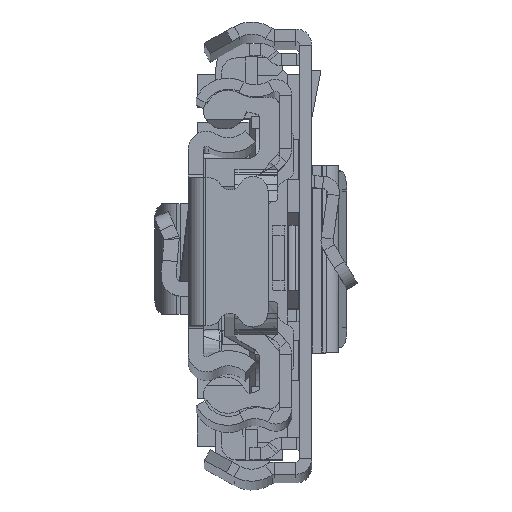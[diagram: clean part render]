
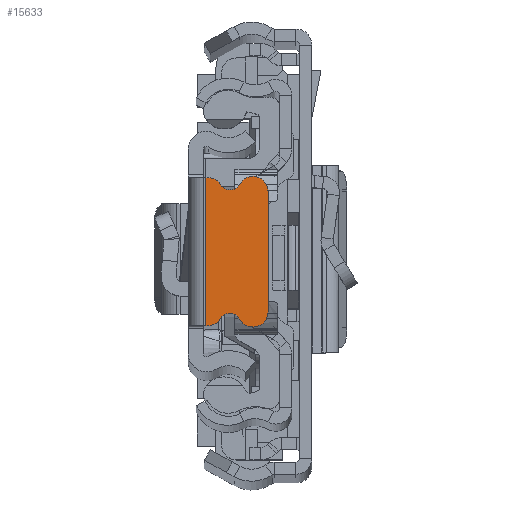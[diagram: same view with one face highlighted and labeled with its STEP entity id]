
A CAD part, top view. The second image highlights one B-rep face of the part: STEP entity #15633.
In plain terms, the highlighted planar face has unit normal (0, 0, 1).
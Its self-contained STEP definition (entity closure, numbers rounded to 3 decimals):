
#104 = EDGE_CURVE ( 'NONE', #3761, #16320, #16651, .T. ) ;
#1142 = CARTESIAN_POINT ( 'NONE',  ( -7.929, 6., 0. ) ) ;
#1434 = CARTESIAN_POINT ( 'NONE',  ( -4.142, -7.236, 0. ) ) ;
#1646 = AXIS2_PLACEMENT_3D ( 'NONE', #3448, #32167, #3270 ) ;
#1756 = ORIENTED_EDGE ( 'NONE', *, *, #9486, .T. ) ;
#1929 = AXIS2_PLACEMENT_3D ( 'NONE', #1434, #12387, #15203 ) ;
#3270 = DIRECTION ( 'NONE',  ( 1., 0., 0. ) ) ;
#3448 = CARTESIAN_POINT ( 'NONE',  ( -6.429, -6., 0. ) ) ;
#3761 = VERTEX_POINT ( 'NONE', #1142 ) ;
#3778 = DIRECTION ( 'NONE',  ( 0., -1., 0. ) ) ;
#4419 = ORIENTED_EDGE ( 'NONE', *, *, #33109, .T. ) ;
#4487 = VERTEX_POINT ( 'NONE', #9147 ) ;
#4641 = AXIS2_PLACEMENT_3D ( 'NONE', #28839, #26884, #13009 ) ;
#4750 = LINE ( 'NONE', #10245, #14029 ) ;
#5735 = CARTESIAN_POINT ( 'NONE',  ( -1.75, -7.37, 0. ) ) ;
#6782 = DIRECTION ( 'NONE',  ( -1., 0., 0. ) ) ;
#6984 = VECTOR ( 'NONE', #3778, 1000. ) ;
#7149 = LINE ( 'NONE', #31588, #17953 ) ;
#8397 = LINE ( 'NONE', #16504, #26414 ) ;
#9147 = CARTESIAN_POINT ( 'NONE',  ( -1.929, -7.37, 0. ) ) ;
#9486 = EDGE_CURVE ( 'NONE', #14666, #34231, #18856, .T. ) ;
#9531 = DIRECTION ( 'NONE',  ( 1., 0., 0. ) ) ;
#9944 = VERTEX_POINT ( 'NONE', #12331 ) ;
#10069 = DIRECTION ( 'NONE',  ( 0., -1., 0. ) ) ;
#10080 = CARTESIAN_POINT ( 'NONE',  ( -1.929, 5.87, 0. ) ) ;
#10245 = CARTESIAN_POINT ( 'NONE',  ( -1.75, 0., 0. ) ) ;
#10345 = ORIENTED_EDGE ( 'NONE', *, *, #30846, .T. ) ;
#11366 = VERTEX_POINT ( 'NONE', #24558 ) ;
#12154 = EDGE_CURVE ( 'NONE', #24995, #31945, #4750, .T. ) ;
#12185 = ORIENTED_EDGE ( 'NONE', *, *, #23501, .F. ) ;
#12331 = CARTESIAN_POINT ( 'NONE',  ( -5.109, 6.713, 0. ) ) ;
#12387 = DIRECTION ( 'NONE',  ( 0., 0., -1. ) ) ;
#12421 = ORIENTED_EDGE ( 'NONE', *, *, #28780, .T. ) ;
#12977 = CIRCLE ( 'NONE', #30923, 1.1 ) ;
#13009 = DIRECTION ( 'NONE',  ( 1., 0., 0. ) ) ;
#14029 = VECTOR ( 'NONE', #10069, 1000. ) ;
#14223 = CARTESIAN_POINT ( 'NONE',  ( -7.929, -6., 0. ) ) ;
#14292 = VERTEX_POINT ( 'NONE', #16612 ) ;
#14666 = VERTEX_POINT ( 'NONE', #27085 ) ;
#15203 = DIRECTION ( 'NONE',  ( -1., 0., 0. ) ) ;
#15462 = PLANE ( 'NONE',  #4641 ) ;
#15633 = ADVANCED_FACE ( 'NONE', ( #15815 ), #15462, .T. ) ;
#15815 = FACE_OUTER_BOUND ( 'NONE', #30035, .T. ) ;
#15974 = EDGE_CURVE ( 'NONE', #9944, #3761, #28873, .T. ) ;
#16320 = VERTEX_POINT ( 'NONE', #14223 ) ;
#16504 = CARTESIAN_POINT ( 'NONE',  ( -1.929, 7.37, 0. ) ) ;
#16612 = CARTESIAN_POINT ( 'NONE',  ( -5.109, -6.713, 0. ) ) ;
#16651 = LINE ( 'NONE', #30527, #6984 ) ;
#17893 = DIRECTION ( 'NONE',  ( -1., 0., 0. ) ) ;
#17953 = VECTOR ( 'NONE', #17893, 1000. ) ;
#18087 = ORIENTED_EDGE ( 'NONE', *, *, #104, .T. ) ;
#18810 = CIRCLE ( 'NONE', #1929, 1.1 ) ;
#18856 = CIRCLE ( 'NONE', #23356, 1.5 ) ;
#19893 = ORIENTED_EDGE ( 'NONE', *, *, #24359, .T. ) ;
#20878 = ORIENTED_EDGE ( 'NONE', *, *, #15974, .T. ) ;
#21365 = AXIS2_PLACEMENT_3D ( 'NONE', #32476, #34587, #34747 ) ;
#22410 = CIRCLE ( 'NONE', #21365, 1.5 ) ;
#22553 = CARTESIAN_POINT ( 'NONE',  ( -1.75, 7.37, 0. ) ) ;
#23285 = DIRECTION ( 'NONE',  ( 0., 0., 1. ) ) ;
#23356 = AXIS2_PLACEMENT_3D ( 'NONE', #10080, #23285, #28232 ) ;
#23501 = EDGE_CURVE ( 'NONE', #31945, #4487, #7149, .T. ) ;
#23576 = CARTESIAN_POINT ( 'NONE',  ( -4.142, 7.236, 0. ) ) ;
#24353 = EDGE_CURVE ( 'NONE', #14666, #24995, #8397, .T. ) ;
#24359 = EDGE_CURVE ( 'NONE', #16320, #14292, #32567, .T. ) ;
#24415 = DIRECTION ( 'NONE',  ( 1., 0., 0. ) ) ;
#24558 = CARTESIAN_POINT ( 'NONE',  ( -3.206, -6.658, 0. ) ) ;
#24995 = VERTEX_POINT ( 'NONE', #22553 ) ;
#26414 = VECTOR ( 'NONE', #24415, 1000. ) ;
#26884 = DIRECTION ( 'NONE',  ( 0., 0., 1. ) ) ;
#27085 = CARTESIAN_POINT ( 'NONE',  ( -1.929, 7.37, 0. ) ) ;
#27853 = CARTESIAN_POINT ( 'NONE',  ( -3.206, 6.658, 0. ) ) ;
#28232 = DIRECTION ( 'NONE',  ( -1., 0., 0. ) ) ;
#28276 = DIRECTION ( 'NONE',  ( 0., 0., 1. ) ) ;
#28780 = EDGE_CURVE ( 'NONE', #11366, #4487, #22410, .T. ) ;
#28839 = CARTESIAN_POINT ( 'NONE',  ( 492.771, 0., 0. ) ) ;
#28873 = CIRCLE ( 'NONE', #29411, 1.5 ) ;
#29411 = AXIS2_PLACEMENT_3D ( 'NONE', #31046, #28276, #6782 ) ;
#30035 = EDGE_LOOP ( 'NONE', ( #34788, #30078, #1756, #4419, #20878, #18087, #19893, #10345, #12421, #12185 ) ) ;
#30078 = ORIENTED_EDGE ( 'NONE', *, *, #24353, .F. ) ;
#30527 = CARTESIAN_POINT ( 'NONE',  ( -7.929, -6., 0. ) ) ;
#30846 = EDGE_CURVE ( 'NONE', #14292, #11366, #18810, .T. ) ;
#30923 = AXIS2_PLACEMENT_3D ( 'NONE', #23576, #34292, #9531 ) ;
#31046 = CARTESIAN_POINT ( 'NONE',  ( -6.429, 6., 0. ) ) ;
#31588 = CARTESIAN_POINT ( 'NONE',  ( -1.929, -7.37, 0. ) ) ;
#31945 = VERTEX_POINT ( 'NONE', #5735 ) ;
#32167 = DIRECTION ( 'NONE',  ( 0., 0., 1. ) ) ;
#32476 = CARTESIAN_POINT ( 'NONE',  ( -1.929, -5.87, 0. ) ) ;
#32567 = CIRCLE ( 'NONE', #1646, 1.5 ) ;
#33109 = EDGE_CURVE ( 'NONE', #34231, #9944, #12977, .T. ) ;
#34231 = VERTEX_POINT ( 'NONE', #27853 ) ;
#34292 = DIRECTION ( 'NONE',  ( 0., 0., -1. ) ) ;
#34587 = DIRECTION ( 'NONE',  ( 0., 0., 1. ) ) ;
#34747 = DIRECTION ( 'NONE',  ( 1., 0., 0. ) ) ;
#34788 = ORIENTED_EDGE ( 'NONE', *, *, #12154, .F. ) ;
